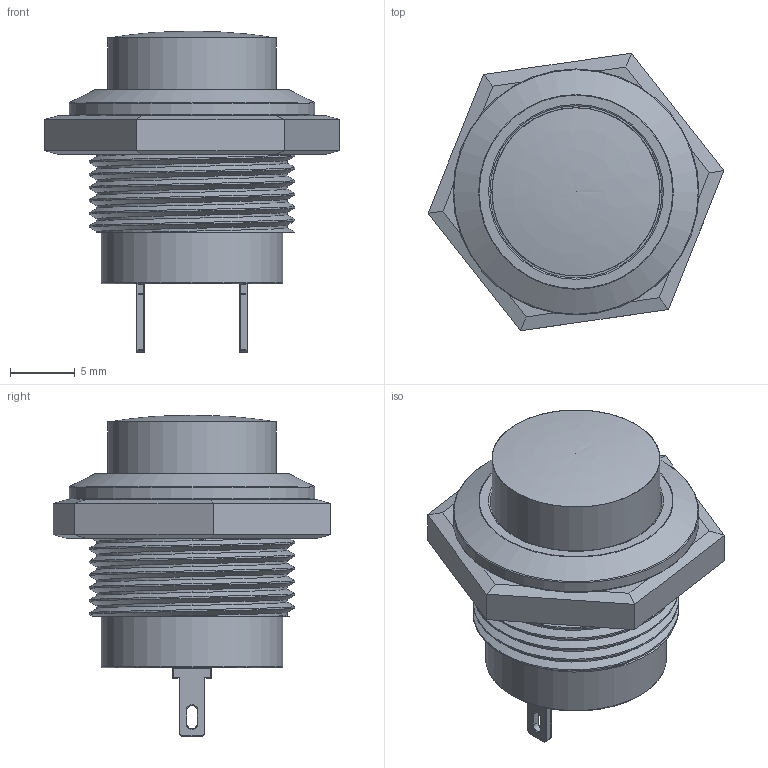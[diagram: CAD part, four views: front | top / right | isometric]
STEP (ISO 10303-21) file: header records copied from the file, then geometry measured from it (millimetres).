
FILE_DESCRIPTION(/* description */ (''),/* implementation_level */ '2;1');
FILE_NAME(/* name */ 'Drucktaster R13-507 Metall v2.step',/* time_stamp */ '2019-03-16T18:39:04+01:00',/* author */ ('mkochendoerfer'),/* organization */ (''),/* preprocessor_version */ 'ST-DEVELOPER v17.2',/* originating_system */ 'Autodesk Translation Framework v7.6.0.251',/* authorisation */ '');
FILE_SCHEMA (('AUTOMOTIVE_DESIGN { 1 0 10303 214 3 1 1 }'));
Length unit declared in the file: millimetre
Products named in the file (5): Drucktaster R13-507 Metall; Grundkoerper Metall; Pol; Mutter M16; Taster schwarz
Assembly tree (5 placements, depth 3):
  Drucktaster R13-507 Metall
    Grundkoerper Metall
      Pol  x2
    Mutter M16
    Taster schwarz
Bounding box: 22.86 x 21.44 x 24.8 mm (x, y, z)
Volume: 3850.2 mm3; surface area: 3166.1 mm2
Topology: 5 solids, 5 shells, 211 faces, 455 edges, 256 vertices
Faces by surface type: cylinder 99, plane 56, sphere 32, torus 14, bspline 7, cone 3
Full cylindrical faces by diameter (mm): 13 x1, 13.3 x1, 14 x1, 14.741 x10, 15.036 x1, 15.884 x8, 16.152 x1, 19 x1
Entity records: 7346 total; most frequent: CARTESIAN_POINT 4115, DIRECTION 658, ORIENTED_EDGE 632, EDGE_CURVE 316, AXIS2_PLACEMENT_3D 258, VERTEX_POINT 184, EDGE_LOOP 150, FACE_OUTER_BOUND 143
